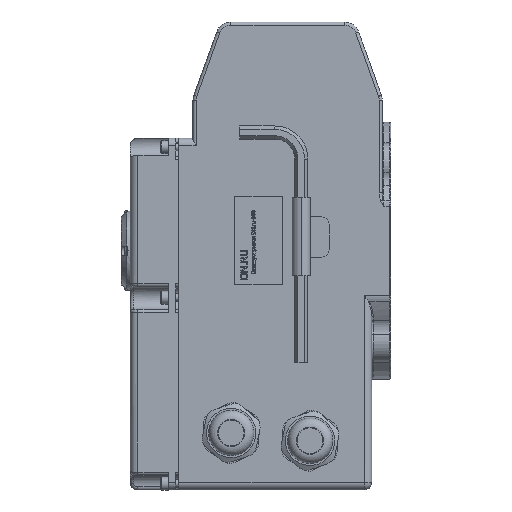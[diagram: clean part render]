
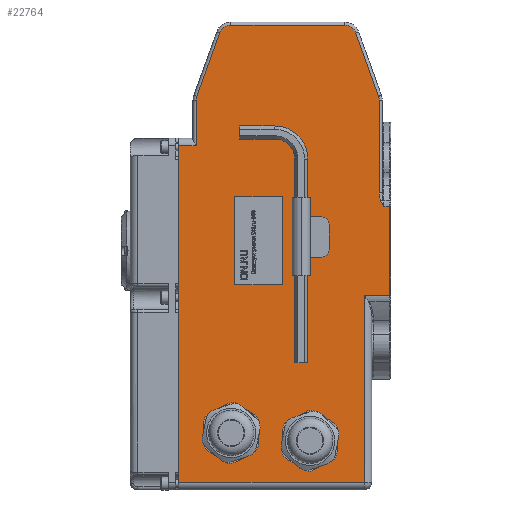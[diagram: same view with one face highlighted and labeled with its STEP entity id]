
A CAD part, left-side view. The second image highlights one B-rep face of the part: STEP entity #22764.
In plain terms, the highlighted planar face has unit normal (-1, 0, 0).
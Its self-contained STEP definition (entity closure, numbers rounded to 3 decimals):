
#476=B_SPLINE_CURVE_WITH_KNOTS('',3,(#32343,#32344,#32345,#32346),
 .UNSPECIFIED.,.F.,.F.,(4,4),(0.,0.035),.UNSPECIFIED.);
#477=B_SPLINE_CURVE_WITH_KNOTS('',3,(#32372,#32373,#32374,#32375,#32376,
#32377),.UNSPECIFIED.,.F.,.F.,(4,2,4),(0.,0.39,0.391),
 .UNSPECIFIED.);
#480=B_SPLINE_CURVE_WITH_KNOTS('',3,(#32414,#32415,#32416,#32417,#32418),
 .UNSPECIFIED.,.F.,.F.,(4,1,4),(0.,0.227,0.53),
 .UNSPECIFIED.);
#1189=FACE_BOUND('',#6746,.T.);
#1747=LINE('',#32268,#3597);
#1749=LINE('',#32280,#3599);
#1751=LINE('',#32292,#3601);
#1753=LINE('',#32304,#3603);
#1755=LINE('',#32316,#3605);
#1864=LINE('',#33004,#3714);
#1867=LINE('',#33013,#3717);
#1880=LINE('',#33146,#3730);
#1883=LINE('',#33200,#3733);
#1884=LINE('',#33202,#3734);
#1885=LINE('',#33203,#3735);
#1886=LINE('',#33204,#3736);
#1887=LINE('',#33207,#3737);
#1888=LINE('',#33209,#3738);
#1889=LINE('',#33211,#3739);
#1890=LINE('',#33212,#3740);
#3597=VECTOR('',#26629,10.);
#3599=VECTOR('',#26643,10.);
#3601=VECTOR('',#26657,10.);
#3603=VECTOR('',#26671,10.);
#3605=VECTOR('',#26685,10.);
#3714=VECTOR('',#27072,10.);
#3717=VECTOR('',#27081,10.);
#3730=VECTOR('',#27206,10.);
#3733=VECTOR('',#27283,10.);
#3734=VECTOR('',#27284,10.);
#3735=VECTOR('',#27285,10.);
#3736=VECTOR('',#27286,10.);
#3737=VECTOR('',#27287,10.);
#3738=VECTOR('',#27288,10.);
#3739=VECTOR('',#27289,10.);
#3740=VECTOR('',#27290,10.);
#5472=FACE_OUTER_BOUND('',#6745,.T.);
#6745=EDGE_LOOP('',(#15204,#15205,#15206,#15207,#15208,#15209,#15210,#15211,
#15212,#15213,#15214,#15215,#15216,#15217,#15218,#15219,#15220,#15221,#15222));
#6746=EDGE_LOOP('',(#15223,#15224,#15225,#15226));
#8064=CIRCLE('',#24310,8.);
#8068=CIRCLE('',#24316,8.);
#8072=CIRCLE('',#24322,8.);
#8076=CIRCLE('',#24328,8.);
#8971=VERTEX_POINT('',#32254);
#8974=VERTEX_POINT('',#32259);
#8975=VERTEX_POINT('',#32270);
#8977=VERTEX_POINT('',#32276);
#8979=VERTEX_POINT('',#32282);
#8981=VERTEX_POINT('',#32288);
#8983=VERTEX_POINT('',#32294);
#8985=VERTEX_POINT('',#32300);
#8987=VERTEX_POINT('',#32306);
#8989=VERTEX_POINT('',#32312);
#8991=VERTEX_POINT('',#32333);
#8994=VERTEX_POINT('',#32341);
#8995=VERTEX_POINT('',#32371);
#9148=VERTEX_POINT('',#32983);
#9150=VERTEX_POINT('',#33003);
#9153=VERTEX_POINT('',#33011);
#9177=VERTEX_POINT('',#33135);
#9194=VERTEX_POINT('',#33199);
#9195=VERTEX_POINT('',#33201);
#9196=VERTEX_POINT('',#33205);
#9197=VERTEX_POINT('',#33206);
#9198=VERTEX_POINT('',#33208);
#9199=VERTEX_POINT('',#33210);
#11210=EDGE_CURVE('',#8974,#8971,#1747,.T.);
#11213=EDGE_CURVE('',#8971,#8975,#8064,.T.);
#11216=EDGE_CURVE('',#8975,#8977,#1749,.T.);
#11219=EDGE_CURVE('',#8977,#8979,#8068,.T.);
#11222=EDGE_CURVE('',#8979,#8981,#1751,.T.);
#11225=EDGE_CURVE('',#8981,#8983,#8072,.T.);
#11228=EDGE_CURVE('',#8983,#8985,#1753,.T.);
#11231=EDGE_CURVE('',#8985,#8987,#8076,.T.);
#11234=EDGE_CURVE('',#8987,#8989,#1755,.T.);
#11238=EDGE_CURVE('',#8994,#8991,#476,.T.);
#11239=EDGE_CURVE('',#8991,#8995,#477,.T.);
#11242=EDGE_CURVE('',#8989,#8994,#480,.T.);
#11452=EDGE_CURVE('',#9148,#9150,#1864,.T.);
#11457=EDGE_CURVE('',#9148,#9153,#1867,.T.);
#11506=EDGE_CURVE('',#9177,#9153,#1880,.T.);
#11533=EDGE_CURVE('',#9194,#8974,#1883,.T.);
#11534=EDGE_CURVE('',#9195,#9194,#1884,.T.);
#11535=EDGE_CURVE('',#9150,#9195,#1885,.T.);
#11536=EDGE_CURVE('',#8995,#9177,#1886,.T.);
#11537=EDGE_CURVE('',#9196,#9197,#1887,.T.);
#11538=EDGE_CURVE('',#9197,#9198,#1888,.T.);
#11539=EDGE_CURVE('',#9198,#9199,#1889,.T.);
#11540=EDGE_CURVE('',#9199,#9196,#1890,.T.);
#15204=ORIENTED_EDGE('',*,*,#11533,.F.);
#15205=ORIENTED_EDGE('',*,*,#11534,.F.);
#15206=ORIENTED_EDGE('',*,*,#11535,.F.);
#15207=ORIENTED_EDGE('',*,*,#11452,.F.);
#15208=ORIENTED_EDGE('',*,*,#11457,.T.);
#15209=ORIENTED_EDGE('',*,*,#11506,.F.);
#15210=ORIENTED_EDGE('',*,*,#11536,.F.);
#15211=ORIENTED_EDGE('',*,*,#11239,.F.);
#15212=ORIENTED_EDGE('',*,*,#11238,.F.);
#15213=ORIENTED_EDGE('',*,*,#11242,.F.);
#15214=ORIENTED_EDGE('',*,*,#11234,.F.);
#15215=ORIENTED_EDGE('',*,*,#11231,.F.);
#15216=ORIENTED_EDGE('',*,*,#11228,.F.);
#15217=ORIENTED_EDGE('',*,*,#11225,.F.);
#15218=ORIENTED_EDGE('',*,*,#11222,.F.);
#15219=ORIENTED_EDGE('',*,*,#11219,.F.);
#15220=ORIENTED_EDGE('',*,*,#11216,.F.);
#15221=ORIENTED_EDGE('',*,*,#11213,.F.);
#15222=ORIENTED_EDGE('',*,*,#11210,.F.);
#15223=ORIENTED_EDGE('',*,*,#11537,.T.);
#15224=ORIENTED_EDGE('',*,*,#11538,.T.);
#15225=ORIENTED_EDGE('',*,*,#11539,.T.);
#15226=ORIENTED_EDGE('',*,*,#11540,.T.);
#20871=PLANE('',#24565);
#22764=ADVANCED_FACE('',(#5472,#1189),#20871,.F.);
#24310=AXIS2_PLACEMENT_3D('',#32274,#26636,#26637);
#24316=AXIS2_PLACEMENT_3D('',#32286,#26650,#26651);
#24322=AXIS2_PLACEMENT_3D('',#32298,#26664,#26665);
#24328=AXIS2_PLACEMENT_3D('',#32310,#26678,#26679);
#24565=AXIS2_PLACEMENT_3D('',#33198,#27281,#27282);
#26629=DIRECTION('',(0.,0.,1.));
#26636=DIRECTION('center_axis',(1.,0.,0.));
#26637=DIRECTION('ref_axis',(0.,0.985,0.172));
#26643=DIRECTION('',(0.,-0.339,0.941));
#26650=DIRECTION('center_axis',(1.,0.,0.));
#26651=DIRECTION('ref_axis',(0.,0.575,0.818));
#26657=DIRECTION('',(0.,-1.,0.));
#26664=DIRECTION('center_axis',(1.,0.,0.));
#26665=DIRECTION('ref_axis',(0.,-0.575,0.818));
#26671=DIRECTION('',(0.,-0.339,-0.941));
#26678=DIRECTION('center_axis',(1.,0.,0.));
#26679=DIRECTION('ref_axis',(0.,-0.985,0.172));
#26685=DIRECTION('',(0.,0.,-1.));
#27072=DIRECTION('',(0.,0.,-1.));
#27081=DIRECTION('',(0.,-1.,0.));
#27206=DIRECTION('',(0.,0.,-1.));
#27281=DIRECTION('center_axis',(1.,0.,0.));
#27282=DIRECTION('ref_axis',(0.,0.,-1.));
#27283=DIRECTION('',(0.,-1.,0.));
#27284=DIRECTION('',(0.,0.,1.));
#27285=DIRECTION('',(0.,1.,0.));
#27286=DIRECTION('',(0.,-1.,0.));
#27287=DIRECTION('',(0.,1.,0.));
#27288=DIRECTION('',(0.,0.,1.));
#27289=DIRECTION('',(0.,-1.,0.));
#27290=DIRECTION('',(0.,0.,-1.));
#32254=CARTESIAN_POINT('',(0.,60.5,102.755));
#32259=CARTESIAN_POINT('',(0.,60.5,72.829));
#32268=CARTESIAN_POINT('',(0.,60.5,17.75));
#32270=CARTESIAN_POINT('',(0.,60.027,105.465));
#32274=CARTESIAN_POINT('Origin',(0.,52.5,102.755));
#32276=CARTESIAN_POINT('',(0.,44.999,147.21));
#32280=CARTESIAN_POINT('',(0.,73.685,67.527));
#32282=CARTESIAN_POINT('',(0.,37.472,152.5));
#32286=CARTESIAN_POINT('Origin',(0.,37.472,144.5));
#32288=CARTESIAN_POINT('',(0.,-37.472,152.5));
#32292=CARTESIAN_POINT('',(0.,22.25,152.5));
#32294=CARTESIAN_POINT('',(0.,-44.999,147.21));
#32298=CARTESIAN_POINT('Origin',(0.,-37.472,144.5));
#32300=CARTESIAN_POINT('',(0.,-60.027,105.465));
#32304=CARTESIAN_POINT('',(0.,-64.685,92.527));
#32306=CARTESIAN_POINT('',(0.,-60.5,102.755));
#32310=CARTESIAN_POINT('Origin',(0.,-52.5,102.755));
#32312=CARTESIAN_POINT('',(0.,-60.5,41.801));
#32316=CARTESIAN_POINT('',(0.,-60.5,52.25));
#32333=CARTESIAN_POINT('',(0.,-61.579,36.302));
#32341=CARTESIAN_POINT('',(0.,-61.436,36.625));
#32343=CARTESIAN_POINT('Ctrl Pts',(0.,-61.436,36.625));
#32344=CARTESIAN_POINT('Ctrl Pts',(0.,-61.481,36.516));
#32345=CARTESIAN_POINT('Ctrl Pts',(0.,-61.529,36.408));
#32346=CARTESIAN_POINT('Ctrl Pts',(0.,-61.579,36.302));
#32371=CARTESIAN_POINT('',(0.,-63.5,32.894));
#32372=CARTESIAN_POINT('Ctrl Pts',(0.,-61.579,36.302));
#32373=CARTESIAN_POINT('Ctrl Pts',(0.,-62.132,35.125));
#32374=CARTESIAN_POINT('Ctrl Pts',(0.,-62.815,34.013));
#32375=CARTESIAN_POINT('Ctrl Pts',(0.,-63.496,32.9));
#32376=CARTESIAN_POINT('Ctrl Pts',(0.,-63.498,32.897));
#32377=CARTESIAN_POINT('Ctrl Pts',(0.,-63.5,32.894));
#32414=CARTESIAN_POINT('Ctrl Pts',(0.,-60.5,41.801));
#32415=CARTESIAN_POINT('Ctrl Pts',(0.,-60.5,41.045));
#32416=CARTESIAN_POINT('Ctrl Pts',(0.,-60.632,39.285));
#32417=CARTESIAN_POINT('Ctrl Pts',(0.,-61.048,37.556));
#32418=CARTESIAN_POINT('Ctrl Pts',(0.,-61.436,36.625));
#32983=CARTESIAN_POINT('',(0.,-50.5,-25.894));
#33003=CARTESIAN_POINT('',(0.,-50.5,-149.5));
#33004=CARTESIAN_POINT('',(0.,-50.5,10.7));
#33011=CARTESIAN_POINT('',(0.,-67.1,-25.894));
#33013=CARTESIAN_POINT('',(0.,-62.5,-25.894));
#33135=CARTESIAN_POINT('',(0.,-67.1,32.894));
#33146=CARTESIAN_POINT('',(0.,-67.1,1.75));
#33198=CARTESIAN_POINT('Origin',(0.,0.,0.));
#33199=CARTESIAN_POINT('',(0.,71.8,72.829));
#33200=CARTESIAN_POINT('',(0.,31.25,72.829));
#33201=CARTESIAN_POINT('',(0.,71.8,-149.5));
#33202=CARTESIAN_POINT('',(0.,71.8,-154.5));
#33203=CARTESIAN_POINT('',(0.,-27.75,-149.5));
#33204=CARTESIAN_POINT('',(0.,-62.5,32.894));
#33205=CARTESIAN_POINT('',(0.,3.522,-18.847));
#33206=CARTESIAN_POINT('',(0.,34.889,-18.847));
#33207=CARTESIAN_POINT('',(0.,17.444,-18.847));
#33208=CARTESIAN_POINT('',(0.,34.889,39.262));
#33209=CARTESIAN_POINT('',(0.,34.889,19.631));
#33210=CARTESIAN_POINT('',(0.,3.522,39.262));
#33211=CARTESIAN_POINT('',(0.,1.761,39.262));
#33212=CARTESIAN_POINT('',(0.,3.522,-9.423));
